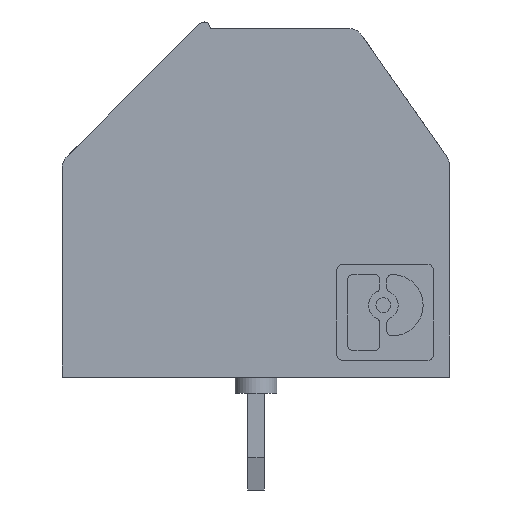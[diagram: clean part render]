
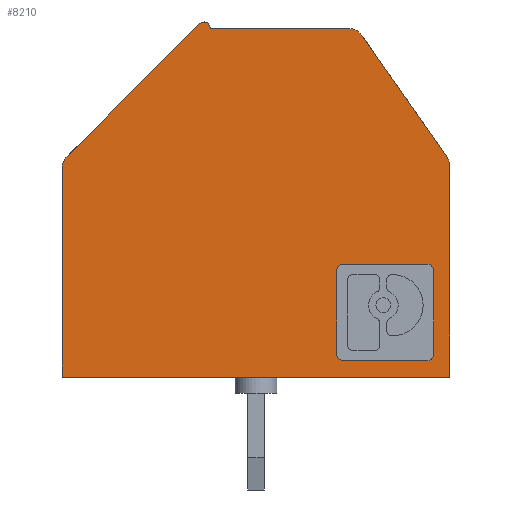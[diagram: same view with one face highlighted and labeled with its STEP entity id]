
A CAD part, left-side view. The second image highlights one B-rep face of the part: STEP entity #8210.
In plain terms, the highlighted face is planar.
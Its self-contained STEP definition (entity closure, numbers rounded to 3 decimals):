
#1050=CARTESIAN_POINT('',(40.692,14.838,-23.36));
#1060=DIRECTION('',(0.574,0.819,0.));
#1070=VECTOR('',#1060,1.);
#1080=LINE('',#1050,#1070);
#1090=CARTESIAN_POINT('',(40.692,14.838,-23.36));
#1100=VERTEX_POINT('',#1090);
#1110=CARTESIAN_POINT('',(43.323,18.596,-23.36));
#1120=VERTEX_POINT('',#1110);
#1130=EDGE_CURVE('',#1100,#1120,#1080,.T.);
#2180=CARTESIAN_POINT('',(41.101,14.551,-23.36));
#2190=DIRECTION('',(0.,0.,-1.));
#2200=DIRECTION('',(-1.,0.,0.));
#2210=AXIS2_PLACEMENT_3D('',#2180,#2190,#2200);
#2220=CIRCLE('',#2210,0.5);
#2230=CARTESIAN_POINT('',(40.601,14.551,-23.36));
#2240=VERTEX_POINT('',#2230);
#2250=EDGE_CURVE('',#2240,#1100,#2220,.T.);
#2500=CARTESIAN_POINT('',(40.601,8.009,-23.36));
#2510=DIRECTION('',(0.,1.,0.));
#2520=VECTOR('',#2510,1.);
#2530=LINE('',#2500,#2520);
#2540=CARTESIAN_POINT('',(40.601,8.009,-23.36));
#2550=VERTEX_POINT('',#2540);
#2560=EDGE_CURVE('',#2550,#2240,#2530,.T.);
#2860=CARTESIAN_POINT('',(52.601,8.009,-23.36));
#2870=VERTEX_POINT('',#2860);
#2900=CARTESIAN_POINT('',(52.601,8.009,-23.36));
#2910=DIRECTION('',(-1.,0.,0.));
#2920=VECTOR('',#2910,1.);
#2930=LINE('',#2900,#2920);
#2940=EDGE_CURVE('',#2870,#2550,#2930,.T.);
#3870=CARTESIAN_POINT('',(52.601,14.502,-23.36));
#3880=DIRECTION('',(0.,-1.,0.));
#3890=VECTOR('',#3880,1.);
#3900=LINE('',#3870,#3890);
#3910=CARTESIAN_POINT('',(52.601,14.502,-23.36));
#3920=VERTEX_POINT('',#3910);
#3930=EDGE_CURVE('',#3920,#2870,#3900,.T.);
#4230=CARTESIAN_POINT('',(52.455,14.855,-23.36));
#4240=VERTEX_POINT('',#4230);
#4270=CARTESIAN_POINT('',(52.101,14.502,-23.36));
#4280=DIRECTION('',(0.,0.,-1.));
#4290=DIRECTION('',(0.707,0.707,0.));
#4300=AXIS2_PLACEMENT_3D('',#4270,#4280,#4290);
#4310=CIRCLE('',#4300,0.5);
#4320=EDGE_CURVE('',#4240,#3920,#4310,.T.);
#4500=CARTESIAN_POINT('',(48.36,18.95,-23.36));
#4510=DIRECTION('',(0.707,-0.707,0.));
#4520=VECTOR('',#4510,1.);
#4530=LINE('',#4500,#4520);
#4540=CARTESIAN_POINT('',(48.36,18.95,-23.36));
#4550=VERTEX_POINT('',#4540);
#4560=EDGE_CURVE('',#4550,#4240,#4530,.T.);
#6560=CARTESIAN_POINT('',(48.019,18.809,-23.36));
#6570=VERTEX_POINT('',#6560);
#6600=CARTESIAN_POINT('',(48.219,18.809,-23.36));
#6610=DIRECTION('',(0.,0.,-1.));
#6620=DIRECTION('',(-1.,0.,0.));
#6630=AXIS2_PLACEMENT_3D('',#6600,#6610,#6620);
#6640=CIRCLE('',#6630,0.2);
#6650=EDGE_CURVE('',#6570,#4550,#6640,.T.);
#6830=CARTESIAN_POINT('',(43.733,18.809,-23.36));
#6840=DIRECTION('',(1.,0.,0.));
#6850=VECTOR('',#6840,1.);
#6860=LINE('',#6830,#6850);
#6870=CARTESIAN_POINT('',(43.733,18.809,-23.36));
#6880=VERTEX_POINT('',#6870);
#6890=EDGE_CURVE('',#6880,#6570,#6860,.T.);
#7140=CARTESIAN_POINT('',(43.733,18.309,-23.36));
#7150=DIRECTION('',(0.,0.,-1.));
#7160=DIRECTION('',(-0.819,0.574,0.));
#7170=AXIS2_PLACEMENT_3D('',#7140,#7150,#7160);
#7180=CIRCLE('',#7170,0.5);
#7190=EDGE_CURVE('',#1120,#6880,#7180,.T.);
#7340=CARTESIAN_POINT('',(0.,0.,-23.36));
#7350=DIRECTION('',(0.,0.,1.));
#7360=DIRECTION('',(1.,0.,0.));
#7370=AXIS2_PLACEMENT_3D('',#7340,#7350,#7360);
#7380=PLANE('',#7370);
#7390=ORIENTED_EDGE('',*,*,#2250,.T.);
#7400=ORIENTED_EDGE('',*,*,#2560,.T.);
#7410=ORIENTED_EDGE('',*,*,#2940,.T.);
#7420=ORIENTED_EDGE('',*,*,#3930,.T.);
#7430=ORIENTED_EDGE('',*,*,#4320,.T.);
#7440=ORIENTED_EDGE('',*,*,#4560,.T.);
#7450=ORIENTED_EDGE('',*,*,#6650,.T.);
#7460=ORIENTED_EDGE('',*,*,#6890,.T.);
#7470=ORIENTED_EDGE('',*,*,#7190,.T.);
#7480=ORIENTED_EDGE('',*,*,#1130,.T.);
#7490=EDGE_LOOP('',(#7480,#7470,#7460,#7450,#7440,#7430,#7420,#7410,
#7400,#7390));
#7500=FACE_OUTER_BOUND('',#7490,.T.);
#7510=CARTESIAN_POINT('',(41.312,11.509,-23.36));
#7520=DIRECTION('',(1.,0.,0.));
#7530=VECTOR('',#7520,1.);
#7540=LINE('',#7510,#7530);
#7550=CARTESIAN_POINT('',(41.312,11.509,-23.36));
#7560=VERTEX_POINT('',#7550);
#7570=CARTESIAN_POINT('',(43.891,11.509,-23.36));
#7580=VERTEX_POINT('',#7570);
#7590=EDGE_CURVE('',#7560,#7580,#7540,.T.);
#7600=ORIENTED_EDGE('',*,*,#7590,.F.);
#7610=CARTESIAN_POINT('',(43.891,11.298,-23.36));
#7620=DIRECTION('',(0.,0.,1.));
#7630=DIRECTION('',(1.,0.,0.));
#7640=AXIS2_PLACEMENT_3D('',#7610,#7620,#7630);
#7650=CIRCLE('',#7640,0.211);
#7660=CARTESIAN_POINT('',(44.101,11.298,-23.36));
#7670=VERTEX_POINT('',#7660);
#7680=EDGE_CURVE('',#7670,#7580,#7650,.T.);
#7690=ORIENTED_EDGE('',*,*,#7680,.T.);
#7700=CARTESIAN_POINT('',(44.101,11.298,-23.36));
#7710=DIRECTION('',(0.,-1.,0.));
#7720=VECTOR('',#7710,1.);
#7730=LINE('',#7700,#7720);
#7740=CARTESIAN_POINT('',(44.101,8.72,-23.36));
#7750=VERTEX_POINT('',#7740);
#7760=EDGE_CURVE('',#7670,#7750,#7730,.T.);
#7770=ORIENTED_EDGE('',*,*,#7760,.F.);
#7780=CARTESIAN_POINT('',(43.891,8.72,-23.36));
#7790=DIRECTION('',(0.,0.,1.));
#7800=DIRECTION('',(0.,-1.,0.));
#7810=AXIS2_PLACEMENT_3D('',#7780,#7790,#7800);
#7820=CIRCLE('',#7810,0.211);
#7830=CARTESIAN_POINT('',(43.891,8.509,-23.36));
#7840=VERTEX_POINT('',#7830);
#7850=EDGE_CURVE('',#7840,#7750,#7820,.T.);
#7860=ORIENTED_EDGE('',*,*,#7850,.T.);
#7870=CARTESIAN_POINT('',(41.312,8.509,-23.36));
#7880=DIRECTION('',(1.,0.,0.));
#7890=VECTOR('',#7880,1.);
#7900=LINE('',#7870,#7890);
#7910=CARTESIAN_POINT('',(41.312,8.509,-23.36));
#7920=VERTEX_POINT('',#7910);
#7930=EDGE_CURVE('',#7920,#7840,#7900,.T.);
#7940=ORIENTED_EDGE('',*,*,#7930,.T.);
#7950=CARTESIAN_POINT('',(41.312,8.72,-23.36));
#7960=DIRECTION('',(0.,0.,1.));
#7970=DIRECTION('',(-1.,0.,0.));
#7980=AXIS2_PLACEMENT_3D('',#7950,#7960,#7970);
#7990=CIRCLE('',#7980,0.211);
#8000=CARTESIAN_POINT('',(41.101,8.72,-23.36));
#8010=VERTEX_POINT('',#8000);
#8020=EDGE_CURVE('',#8010,#7920,#7990,.T.);
#8030=ORIENTED_EDGE('',*,*,#8020,.T.);
#8040=CARTESIAN_POINT('',(41.101,8.72,-23.36));
#8050=DIRECTION('',(0.,1.,0.));
#8060=VECTOR('',#8050,1.);
#8070=LINE('',#8040,#8060);
#8080=CARTESIAN_POINT('',(41.101,11.298,-23.36));
#8090=VERTEX_POINT('',#8080);
#8100=EDGE_CURVE('',#8010,#8090,#8070,.T.);
#8110=ORIENTED_EDGE('',*,*,#8100,.F.);
#8120=CARTESIAN_POINT('',(41.312,11.298,-23.36));
#8130=DIRECTION('',(0.,0.,1.));
#8140=DIRECTION('',(0.,1.,0.));
#8150=AXIS2_PLACEMENT_3D('',#8120,#8130,#8140);
#8160=CIRCLE('',#8150,0.211);
#8170=EDGE_CURVE('',#7560,#8090,#8160,.T.);
#8180=ORIENTED_EDGE('',*,*,#8170,.T.);
#8190=EDGE_LOOP('',(#8180,#8110,#8030,#7940,#7860,#7770,#7690,#7600));
#8200=FACE_BOUND('',#8190,.T.);
#8210=ADVANCED_FACE('',(#7500,#8200),#7380,.F.);
